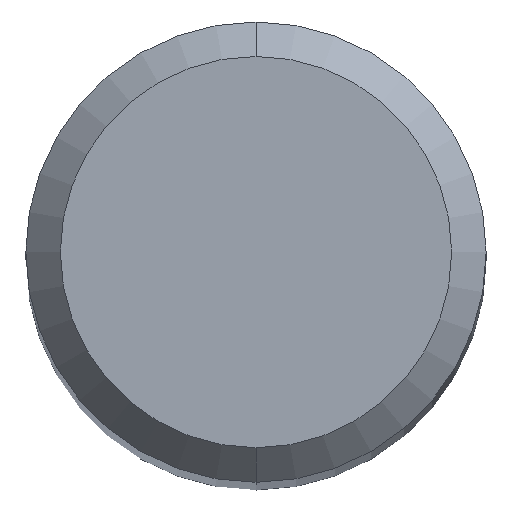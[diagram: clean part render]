
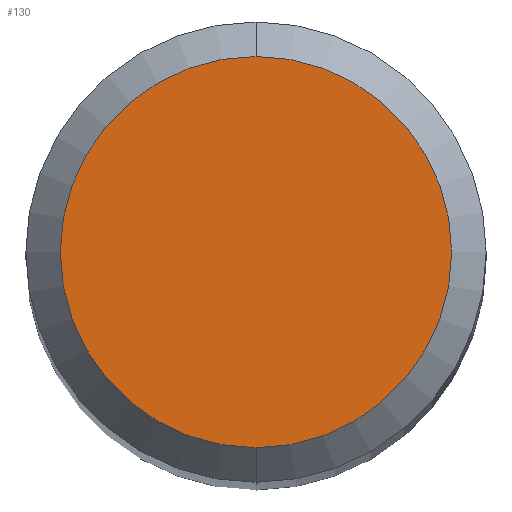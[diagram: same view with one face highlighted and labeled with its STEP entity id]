
A CAD part, top view. The second image highlights one B-rep face of the part: STEP entity #130.
In plain terms, the highlighted planar face has unit normal (0, 0, 1).
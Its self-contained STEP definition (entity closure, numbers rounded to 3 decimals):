
#104=VERTEX_POINT('',#261);
#130=ADVANCED_FACE('',(#290),#291,.T.);
#138=EDGE_CURVE('',#104,#168,#299,.T.);
#152=EDGE_CURVE('',#168,#104,#314,.T.);
#168=VERTEX_POINT('',#332);
#261=CARTESIAN_POINT('',(0.0,1.7,0.0));
#290=FACE_OUTER_BOUND('',#468,.T.);
#291=PLANE('',#469);
#299=CIRCLE('',#479,1.7);
#314=CIRCLE('',#500,1.7);
#332=CARTESIAN_POINT('',(0.,-1.7,0.0));
#468=EDGE_LOOP('',(#664,#665));
#469=AXIS2_PLACEMENT_3D('',#666,#667,#668);
#479=AXIS2_PLACEMENT_3D('',#671,#672,#673);
#500=AXIS2_PLACEMENT_3D('',#687,#688,#689);
#664=ORIENTED_EDGE('',*,*,#138,.F.);
#665=ORIENTED_EDGE('',*,*,#152,.F.);
#666=CARTESIAN_POINT('',(0.0,0.85,0.0));
#667=DIRECTION('',(-0.0,0.0,1.0));
#668=DIRECTION('',(0.0,-1.0,0.0));
#671=CARTESIAN_POINT('',(0.0,0.0,0.0));
#672=DIRECTION('',(0.0,0.0,-1.0));
#673=DIRECTION('',(0.0,1.0,0.0));
#687=CARTESIAN_POINT('',(0.0,0.0,0.0));
#688=DIRECTION('',(0.0,0.0,-1.0));
#689=DIRECTION('',(0.0,1.0,0.0));
